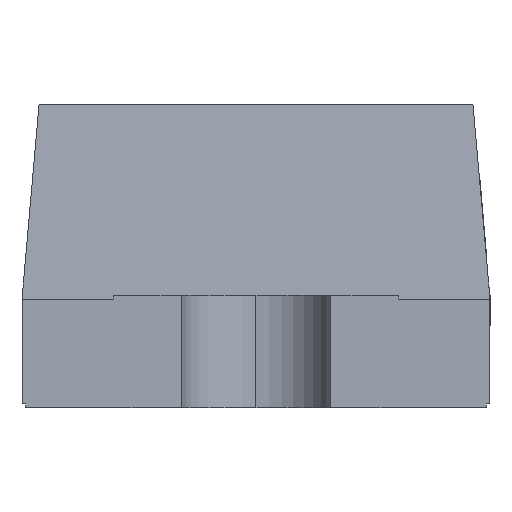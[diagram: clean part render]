
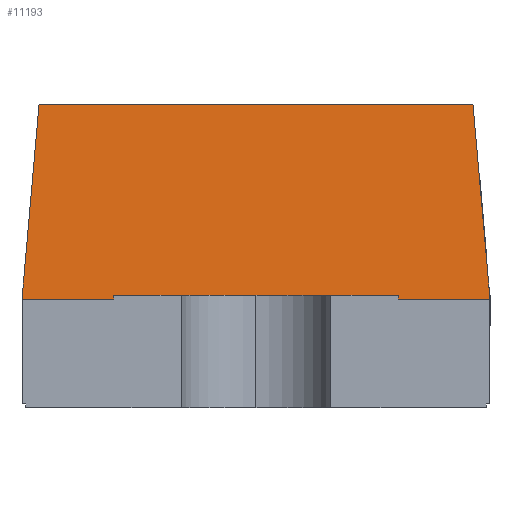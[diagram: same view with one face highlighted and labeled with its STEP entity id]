
A CAD part, left-side view. The second image highlights one B-rep face of the part: STEP entity #11193.
In plain terms, the highlighted planar face has unit normal (-0.996, 0, 0.087).
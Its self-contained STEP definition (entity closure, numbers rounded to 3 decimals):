
#841 = PLANE ( 'NONE',  #6672 ) ;
#856 = LINE ( 'NONE', #13881, #10285 ) ;
#963 = VECTOR ( 'NONE', #14072, 1000. ) ;
#1015 = CARTESIAN_POINT ( 'NONE',  ( -0.6, -0.625, 0.28 ) ) ;
#1079 = EDGE_CURVE ( 'NONE', #5092, #10390, #8275, .T. ) ;
#1423 = CARTESIAN_POINT ( 'NONE',  ( -0.555, -0.58, 0.8 ) ) ;
#1710 = DIRECTION ( 'NONE',  ( 0., -1., 0. ) ) ;
#3026 = LINE ( 'NONE', #8821, #6591 ) ;
#3408 = EDGE_CURVE ( 'NONE', #9613, #5092, #856, .T. ) ;
#3757 = VERTEX_POINT ( 'NONE', #1423 ) ;
#4138 = VECTOR ( 'NONE', #7948, 1000. ) ;
#4315 = EDGE_CURVE ( 'NONE', #9613, #3757, #3026, .T. ) ;
#4381 = DIRECTION ( 'NONE',  ( -0.996, 0., 0.087 ) ) ;
#4450 = DIRECTION ( 'NONE',  ( 0.087, 0., 0.996 ) ) ;
#4465 = DIRECTION ( 'NONE',  ( -0.087, 0.087, -0.992 ) ) ;
#5092 = VERTEX_POINT ( 'NONE', #14450 ) ;
#5367 = CARTESIAN_POINT ( 'NONE',  ( -0.6, -0.625, 0.28 ) ) ;
#6441 = ORIENTED_EDGE ( 'NONE', *, *, #13006, .F. ) ;
#6591 = VECTOR ( 'NONE', #1710, 1000. ) ;
#6672 = AXIS2_PLACEMENT_3D ( 'NONE', #5367, #4381, #4450 ) ;
#7380 = CARTESIAN_POINT ( 'NONE',  ( -0.6, -0.625, 0.28 ) ) ;
#7435 = ORIENTED_EDGE ( 'NONE', *, *, #4315, .F. ) ;
#7456 = ORIENTED_EDGE ( 'NONE', *, *, #1079, .T. ) ;
#7948 = DIRECTION ( 'NONE',  ( -0.087, -0.087, -0.992 ) ) ;
#8275 = LINE ( 'NONE', #15300, #963 ) ;
#8821 = CARTESIAN_POINT ( 'NONE',  ( -0.555, 0., 0.8 ) ) ;
#9613 = VERTEX_POINT ( 'NONE', #13690 ) ;
#10285 = VECTOR ( 'NONE', #4465, 1000. ) ;
#10390 = VERTEX_POINT ( 'NONE', #7380 ) ;
#11193 = ADVANCED_FACE ( 'NONE', ( #13562 ), #841, .T. ) ;
#13006 = EDGE_CURVE ( 'NONE', #3757, #10390, #15273, .T. ) ;
#13562 = FACE_OUTER_BOUND ( 'NONE', #13874, .T. ) ;
#13690 = CARTESIAN_POINT ( 'NONE',  ( -0.555, 0.58, 0.8 ) ) ;
#13874 = EDGE_LOOP ( 'NONE', ( #7456, #6441, #7435, #14418 ) ) ;
#13881 = CARTESIAN_POINT ( 'NONE',  ( -0.591, 0.616, 0.388 ) ) ;
#14072 = DIRECTION ( 'NONE',  ( 0., -1., 0. ) ) ;
#14418 = ORIENTED_EDGE ( 'NONE', *, *, #3408, .T. ) ;
#14450 = CARTESIAN_POINT ( 'NONE',  ( -0.6, 0.625, 0.28 ) ) ;
#15273 = LINE ( 'NONE', #1015, #4138 ) ;
#15300 = CARTESIAN_POINT ( 'NONE',  ( -0.6, -0.625, 0.28 ) ) ;
